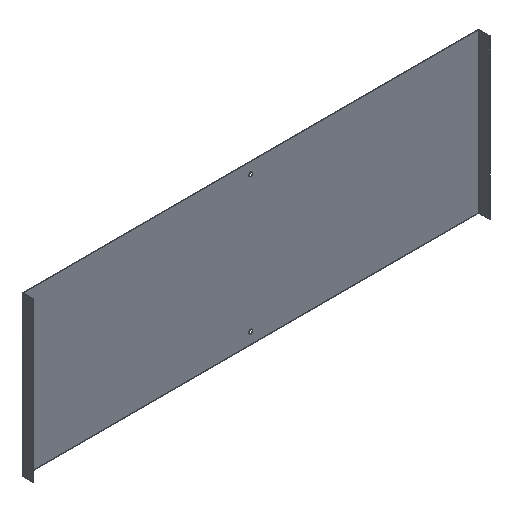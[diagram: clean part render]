
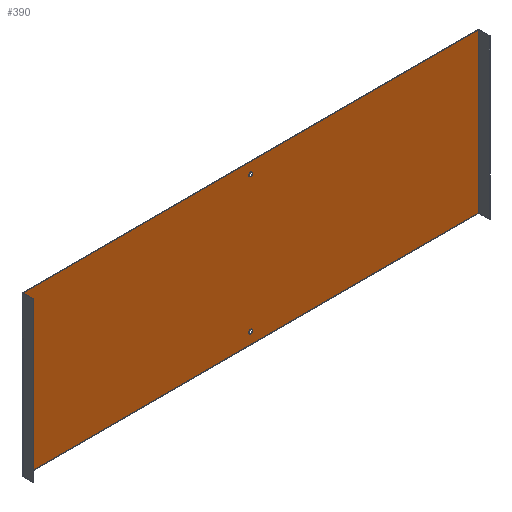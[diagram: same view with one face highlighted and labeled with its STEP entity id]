
A CAD part, isometric view. The second image highlights one B-rep face of the part: STEP entity #390.
In plain terms, the highlighted planar face has unit normal (0, -1, 0).
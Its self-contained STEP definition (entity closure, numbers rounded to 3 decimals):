
#3 = CARTESIAN_POINT ( 'NONE',  ( -301., 0., 210. ) ) ;
#5 = CARTESIAN_POINT ( 'NONE',  ( -301., 0., 0. ) ) ;
#7 = DIRECTION ( 'NONE',  ( 1., 0., 0. ) ) ;
#15 = CARTESIAN_POINT ( 'NONE',  ( -301., 0., 210. ) ) ;
#27 = CARTESIAN_POINT ( 'NONE',  ( 301., 0., 210. ) ) ;
#29 = CARTESIAN_POINT ( 'NONE',  ( 301., 0., 0. ) ) ;
#42 = CARTESIAN_POINT ( 'NONE',  ( 0., 0., 195. ) ) ;
#46 = DIRECTION ( 'NONE',  ( 0., 0., -1. ) ) ;
#49 = DIRECTION ( 'NONE',  ( 1., 0., 0. ) ) ;
#53 = DIRECTION ( 'NONE',  ( 0., 0., 1. ) ) ;
#55 = PLANE ( 'NONE',  #326 ) ;
#57 = DIRECTION ( 'NONE',  ( 0., 0., 1. ) ) ;
#59 = DIRECTION ( 'NONE',  ( 0., 1., 0. ) ) ;
#62 = DIRECTION ( 'NONE',  ( 0., 0., -1. ) ) ;
#72 = CARTESIAN_POINT ( 'NONE',  ( -301., 0., 0. ) ) ;
#93 = CARTESIAN_POINT ( 'NONE',  ( -301., 0., 210. ) ) ;
#94 = DIRECTION ( 'NONE',  ( 0., -1., 0. ) ) ;
#101 = DIRECTION ( 'NONE',  ( 0., -1., 0. ) ) ;
#104 = DIRECTION ( 'NONE',  ( 0., 0., 1. ) ) ;
#105 = CARTESIAN_POINT ( 'NONE',  ( 0., 0., 15. ) ) ;
#112 = CARTESIAN_POINT ( 'NONE',  ( -301., 0., 210. ) ) ;
#113 = CARTESIAN_POINT ( 'NONE',  ( 301., 0., 210. ) ) ;
#125 = EDGE_LOOP ( 'NONE', ( #165 ) ) ;
#138 = EDGE_LOOP ( 'NONE', ( #166 ) ) ;
#165 = ORIENTED_EDGE ( 'NONE', *, *, #373, .F. ) ;
#166 = ORIENTED_EDGE ( 'NONE', *, *, #372, .F. ) ;
#167 = ORIENTED_EDGE ( 'NONE', *, *, #378, .T. ) ;
#170 = ORIENTED_EDGE ( 'NONE', *, *, #379, .F. ) ;
#171 = ORIENTED_EDGE ( 'NONE', *, *, #357, .F. ) ;
#172 = ORIENTED_EDGE ( 'NONE', *, *, #370, .T. ) ;
#197 = FACE_BOUND ( 'NONE', #138, .T. ) ;
#200 = LINE ( 'NONE', #15, #268 ) ;
#202 = CIRCLE ( 'NONE', #340, 2.5 ) ;
#206 = VECTOR ( 'NONE', #62, 1000. ) ;
#207 = VERTEX_POINT ( 'NONE', #72 ) ;
#221 = LINE ( 'NONE', #113, #206 ) ;
#232 = VERTEX_POINT ( 'NONE', #424 ) ;
#233 = VERTEX_POINT ( 'NONE', #409 ) ;
#246 = FACE_BOUND ( 'NONE', #125, .T. ) ;
#251 = FACE_OUTER_BOUND ( 'NONE', #315, .T. ) ;
#261 = LINE ( 'NONE', #5, #271 ) ;
#268 = VECTOR ( 'NONE', #46, 1000. ) ;
#269 = CIRCLE ( 'NONE', #341, 2.5 ) ;
#271 = VECTOR ( 'NONE', #7, 1000. ) ;
#272 = VECTOR ( 'NONE', #49, 1000. ) ;
#279 = LINE ( 'NONE', #93, #272 ) ;
#283 = VERTEX_POINT ( 'NONE', #29 ) ;
#309 = VERTEX_POINT ( 'NONE', #112 ) ;
#315 = EDGE_LOOP ( 'NONE', ( #167, #171, #170, #172 ) ) ;
#317 = VERTEX_POINT ( 'NONE', #27 ) ;
#326 = AXIS2_PLACEMENT_3D ( 'NONE', #3, #59, #53 ) ;
#340 = AXIS2_PLACEMENT_3D ( 'NONE', #105, #101, #104 ) ;
#341 = AXIS2_PLACEMENT_3D ( 'NONE', #42, #94, #57 ) ;
#357 = EDGE_CURVE ( 'NONE', #317, #283, #221, .T. ) ;
#370 = EDGE_CURVE ( 'NONE', #309, #207, #200, .T. ) ;
#372 = EDGE_CURVE ( 'NONE', #232, #232, #269, .T. ) ;
#373 = EDGE_CURVE ( 'NONE', #233, #233, #202, .T. ) ;
#378 = EDGE_CURVE ( 'NONE', #207, #283, #261, .T. ) ;
#379 = EDGE_CURVE ( 'NONE', #309, #317, #279, .T. ) ;
#390 = ADVANCED_FACE ( 'NONE', ( #197, #246, #251 ), #55, .F. ) ;
#409 = CARTESIAN_POINT ( 'NONE',  ( 0., 0., 17.5 ) ) ;
#424 = CARTESIAN_POINT ( 'NONE',  ( 0., 0., 197.5 ) ) ;
